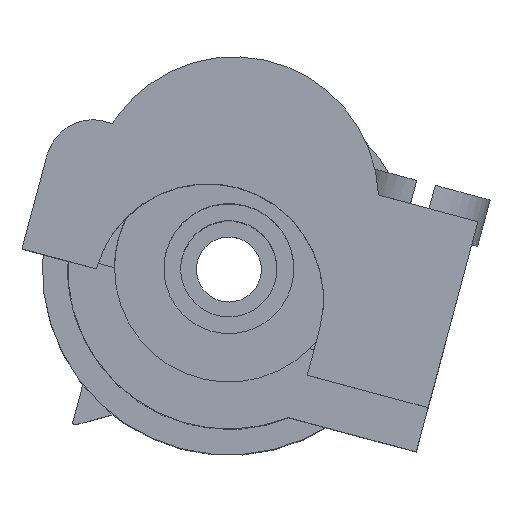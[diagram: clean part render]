
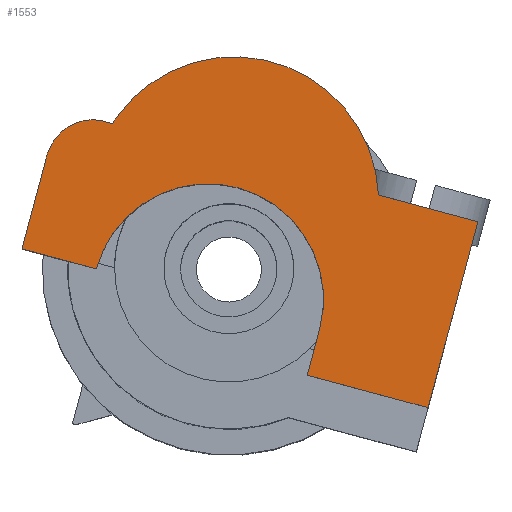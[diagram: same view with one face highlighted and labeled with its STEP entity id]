
A CAD part, top view. The second image highlights one B-rep face of the part: STEP entity #1553.
In plain terms, the highlighted planar face has unit normal (0, 0, 1).
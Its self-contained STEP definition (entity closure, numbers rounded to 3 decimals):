
#1198=AXIS2_PLACEMENT_3D('Circle Axis2P3D',#1196,#1197,$) ;
#1215=AXIS2_PLACEMENT_3D('Circle Axis2P3D',#1213,#1214,$) ;
#1495=AXIS2_PLACEMENT_3D('Circle Axis2P3D',#1493,#1494,$) ;
#1513=AXIS2_PLACEMENT_3D('Plane Axis2P3D',#1510,#1511,#1512) ;
#1517=AXIS2_PLACEMENT_3D('Circle Axis2P3D',#1515,#1516,$) ;
#1536=AXIS2_PLACEMENT_3D('Circle Axis2P3D',#1534,#1535,$) ;
#783=CARTESIAN_POINT('Vertex',(14.808,10.769,45.95)) ;
#788=CARTESIAN_POINT('Line Origine',(16.874,10.216,45.95)) ;
#792=CARTESIAN_POINT('Vertex',(18.94,9.662,45.95)) ;
#885=CARTESIAN_POINT('Line Origine',(17.904,5.798,45.95)) ;
#889=CARTESIAN_POINT('Vertex',(16.869,1.935,45.95)) ;
#1121=CARTESIAN_POINT('Vertex',(3.091,7.697,45.95)) ;
#1124=CARTESIAN_POINT('Line Origine',(1.545,8.111,45.95)) ;
#1128=CARTESIAN_POINT('Vertex',(0.,8.525,45.95)) ;
#1165=CARTESIAN_POINT('Line Origine',(0.498,10.382,45.95)) ;
#1169=CARTESIAN_POINT('Vertex',(0.995,12.239,45.95)) ;
#1193=CARTESIAN_POINT('Vertex',(1.086,12.578,45.95)) ;
#1196=CARTESIAN_POINT('Axis2P3D Location',(2.965,11.893,45.95)) ;
#1213=CARTESIAN_POINT('Axis2P3D Location',(2.965,11.893,45.95)) ;
#1217=CARTESIAN_POINT('Vertex',(3.202,13.879,45.95)) ;
#1258=CARTESIAN_POINT('Line Origine',(3.477,13.805,45.95)) ;
#1262=CARTESIAN_POINT('Vertex',(3.753,13.731,45.95)) ;
#1490=CARTESIAN_POINT('Vertex',(3.956,14.03,45.95)) ;
#1493=CARTESIAN_POINT('Axis2P3D Location',(8.813,10.507,45.95)) ;
#1510=CARTESIAN_POINT('Axis2P3D Location',(8.813,10.507,45.95)) ;
#1515=CARTESIAN_POINT('Axis2P3D Location',(7.722,6.436,45.95)) ;
#1519=CARTESIAN_POINT('Vertex',(12.359,5.193,45.95)) ;
#1522=CARTESIAN_POINT('Line Origine',(12.103,4.237,45.95)) ;
#1526=CARTESIAN_POINT('Vertex',(11.846,3.281,45.95)) ;
#1529=CARTESIAN_POINT('Line Origine',(14.358,2.608,45.95)) ;
#1534=CARTESIAN_POINT('Axis2P3D Location',(8.813,10.507,45.95)) ;
#789=DIRECTION('Vector Direction',(-0.966,0.259,0.)) ;
#886=DIRECTION('Vector Direction',(-0.259,-0.966,0.)) ;
#1125=DIRECTION('Vector Direction',(-0.966,0.259,0.)) ;
#1166=DIRECTION('Vector Direction',(0.259,0.966,0.)) ;
#1197=DIRECTION('Axis2P3D Direction',(0.,0.,-1.)) ;
#1214=DIRECTION('Axis2P3D Direction',(0.,0.,-1.)) ;
#1259=DIRECTION('Vector Direction',(-0.966,0.259,0.)) ;
#1494=DIRECTION('Axis2P3D Direction',(0.,0.,-1.)) ;
#1511=DIRECTION('Axis2P3D Direction',(0.,0.,-1.)) ;
#1512=DIRECTION('Axis2P3D XDirection',(-0.966,0.259,0.)) ;
#1516=DIRECTION('Axis2P3D Direction',(0.,0.,-1.)) ;
#1523=DIRECTION('Vector Direction',(0.259,0.966,0.)) ;
#1530=DIRECTION('Vector Direction',(-0.966,0.259,0.)) ;
#1535=DIRECTION('Axis2P3D Direction',(0.,0.,-1.)) ;
#790=VECTOR('Line Direction',#789,1.) ;
#887=VECTOR('Line Direction',#886,1.) ;
#1126=VECTOR('Line Direction',#1125,1.) ;
#1167=VECTOR('Line Direction',#1166,1.) ;
#1260=VECTOR('Line Direction',#1259,1.) ;
#1524=VECTOR('Line Direction',#1523,1.) ;
#1531=VECTOR('Line Direction',#1530,1.) ;
#1540=ORIENTED_EDGE('',*,*,#1219,.F.) ;
#1541=ORIENTED_EDGE('',*,*,#1200,.F.) ;
#1542=ORIENTED_EDGE('',*,*,#1171,.F.) ;
#1543=ORIENTED_EDGE('',*,*,#1130,.F.) ;
#1544=ORIENTED_EDGE('',*,*,#1521,.T.) ;
#1545=ORIENTED_EDGE('',*,*,#1528,.F.) ;
#1546=ORIENTED_EDGE('',*,*,#1533,.F.) ;
#1547=ORIENTED_EDGE('',*,*,#891,.F.) ;
#1548=ORIENTED_EDGE('',*,*,#794,.T.) ;
#1549=ORIENTED_EDGE('',*,*,#1497,.F.) ;
#1550=ORIENTED_EDGE('',*,*,#1538,.F.) ;
#1551=ORIENTED_EDGE('',*,*,#1264,.T.) ;
#1553=ADVANCED_FACE('Hauptkoerper',(#1552),#1514,.F.) ;
#1199=CIRCLE('generated circle',#1198,2.) ;
#1216=CIRCLE('generated circle',#1215,2.) ;
#1496=CIRCLE('generated circle',#1495,6.) ;
#1518=CIRCLE('generated circle',#1517,4.8) ;
#1537=CIRCLE('generated circle',#1536,6.) ;
#794=EDGE_CURVE('',#793,#784,#791,.T.) ;
#891=EDGE_CURVE('',#793,#890,#888,.T.) ;
#1130=EDGE_CURVE('',#1122,#1129,#1127,.T.) ;
#1171=EDGE_CURVE('',#1129,#1170,#1168,.T.) ;
#1200=EDGE_CURVE('',#1170,#1194,#1199,.T.) ;
#1219=EDGE_CURVE('',#1194,#1218,#1216,.T.) ;
#1264=EDGE_CURVE('',#1263,#1218,#1261,.T.) ;
#1497=EDGE_CURVE('',#1491,#784,#1496,.T.) ;
#1521=EDGE_CURVE('',#1122,#1520,#1518,.T.) ;
#1528=EDGE_CURVE('',#1527,#1520,#1525,.T.) ;
#1533=EDGE_CURVE('',#890,#1527,#1532,.T.) ;
#1538=EDGE_CURVE('',#1263,#1491,#1537,.T.) ;
#1539=EDGE_LOOP('',(#1540,#1541,#1542,#1543,#1544,#1545,#1546,#1547,#1548,#1549,#1550,#1551)) ;
#1552=FACE_OUTER_BOUND('',#1539,.T.) ;
#791=LINE('Line',#788,#790) ;
#888=LINE('Line',#885,#887) ;
#1127=LINE('Line',#1124,#1126) ;
#1168=LINE('Line',#1165,#1167) ;
#1261=LINE('Line',#1258,#1260) ;
#1525=LINE('Line',#1522,#1524) ;
#1532=LINE('Line',#1529,#1531) ;
#1514=PLANE('',#1513) ;
#784=VERTEX_POINT('',#783) ;
#793=VERTEX_POINT('',#792) ;
#890=VERTEX_POINT('',#889) ;
#1122=VERTEX_POINT('',#1121) ;
#1129=VERTEX_POINT('',#1128) ;
#1170=VERTEX_POINT('',#1169) ;
#1194=VERTEX_POINT('',#1193) ;
#1218=VERTEX_POINT('',#1217) ;
#1263=VERTEX_POINT('',#1262) ;
#1491=VERTEX_POINT('',#1490) ;
#1520=VERTEX_POINT('',#1519) ;
#1527=VERTEX_POINT('',#1526) ;
